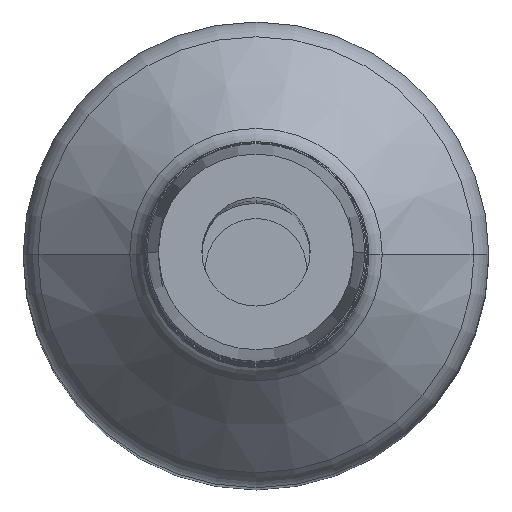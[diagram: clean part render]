
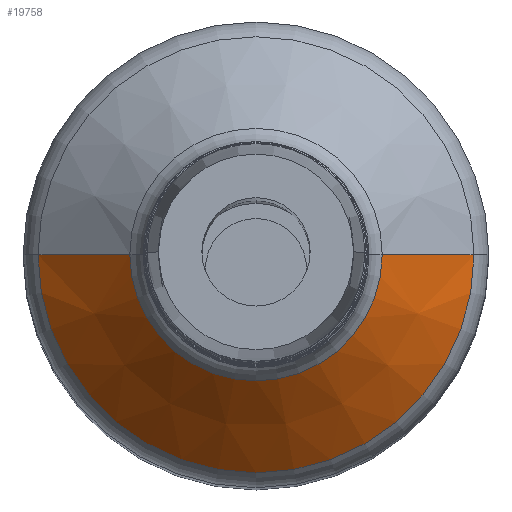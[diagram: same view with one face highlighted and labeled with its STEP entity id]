
A CAD part, top view. The second image highlights one B-rep face of the part: STEP entity #19758.
In plain terms, the highlighted conical face has half-angle 45 degrees and reference radius 1.7 mm.
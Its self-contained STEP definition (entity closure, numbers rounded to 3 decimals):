
#14946=CARTESIAN_POINT('',(13.346,0.,0.));
#14947=DIRECTION('',(-1.,0.,0.));
#14948=DIRECTION('',(0.,1.,0.));
#14949=AXIS2_PLACEMENT_3D('',#14946,#14947,#14948);
#14951=DIRECTION('',(-0.707,-0.707,0.));
#14952=VECTOR('',#14951,1.283);
#14953=CARTESIAN_POINT('',(14.254,-1.246,
0.));
#14954=LINE('',#14953,#14952);
#14955=CARTESIAN_POINT('',(14.254,0.,0.));
#14956=DIRECTION('',(1.,0.,0.));
#14957=DIRECTION('',(0.,-1.,0.));
#14958=AXIS2_PLACEMENT_3D('',#14955,#14956,#14957);
#14960=DIRECTION('',(-0.707,0.707,0.));
#14961=VECTOR('',#14960,1.283);
#14962=CARTESIAN_POINT('',(14.254,1.246,
0.));
#14963=LINE('',#14962,#14961);
#18666=CARTESIAN_POINT('',(14.254,-1.246,0.));
#18667=CARTESIAN_POINT('',(14.254,1.246,0.));
#18668=VERTEX_POINT('',#18666);
#18669=VERTEX_POINT('',#18667);
#18674=CARTESIAN_POINT('',(13.346,-2.154,0.));
#18675=CARTESIAN_POINT('',(13.346,2.154,0.));
#18676=VERTEX_POINT('',#18674);
#18677=VERTEX_POINT('',#18675);
#19744=CARTESIAN_POINT('',(13.8,0.,0.));
#19745=DIRECTION('',(-1.,0.,0.));
#19746=DIRECTION('',(0.,1.,0.));
#19747=AXIS2_PLACEMENT_3D('',#19744,#19745,#19746);
#19748=CONICAL_SURFACE('',#19747,1.7,45.);
#19749=ORIENTED_EDGE('',*,*,#19738,.T.);
#19751=ORIENTED_EDGE('',*,*,#19750,.F.);
#19753=ORIENTED_EDGE('',*,*,#19752,.T.);
#19755=ORIENTED_EDGE('',*,*,#19754,.T.);
#19756=EDGE_LOOP('',(#19749,#19751,#19753,#19755));
#19757=FACE_OUTER_BOUND('',#19756,.F.);
#19758=ADVANCED_FACE('',(#19757),#19748,.T.);
#14950=CIRCLE('',#14949,2.154);
#14959=CIRCLE('',#14958,1.246);
#19738=EDGE_CURVE('',#18677,#18676,#14950,.T.);
#19750=EDGE_CURVE('',#18668,#18676,#14954,.T.);
#19752=EDGE_CURVE('',#18668,#18669,#14959,.T.);
#19754=EDGE_CURVE('',#18669,#18677,#14963,.T.);
